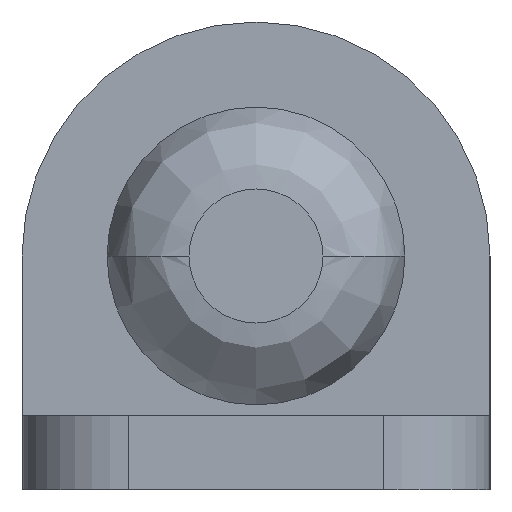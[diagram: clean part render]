
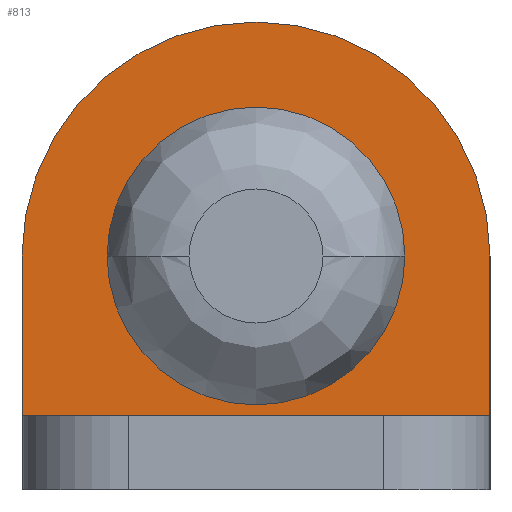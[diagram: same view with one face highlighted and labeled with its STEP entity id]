
A CAD part, left-side view. The second image highlights one B-rep face of the part: STEP entity #813.
In plain terms, the highlighted planar face has unit normal (-1, 0, 0).
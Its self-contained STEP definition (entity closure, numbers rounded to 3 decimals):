
#496=CARTESIAN_POINT('POINT23',(26.,-14.,22.));
#497=VERTEX_POINT('VERTEX23',#496);
#504=CARTESIAN_POINT('POINT24',(26.,14.,22.));
#505=VERTEX_POINT('VERTEX24',#504);
#506=CARTESIAN_POINT('POS37',(26.,0.,22.));
#507=DIRECTION('DIR59',(1.,0.,0.));
#508=DIRECTION('DIR60',(0.,-1.,0.));
#509=AXIS2_PLACEMENT_3D('AXIS23',#506,#507,#508);
#510=CIRCLE('ELLIPSE15',#509,14.);
#511=EDGE_CURVE('EDGE34',#505,#497,#510,.T.);
#531=EDGE_CURVE('EDGE36',#497,#505,#510,.T.);
#745=CARTESIAN_POINT('POINT37',(26.,22.,7.));
#746=VERTEX_POINT('VERTEX37',#745);
#756=CARTESIAN_POINT('POINT38',(26.,-22.,7.
   ));
#757=VERTEX_POINT('VERTEX38',#756);
#764=CARTESIAN_POINT('POS67',(26.,0.,7.));
#765=DIRECTION('DIR103',(0.,-1.,0.));
#766=VECTOR('VEC31',#765,25.4);
#767=LINE('STRAIGHT31',#764,#766);
#768=EDGE_CURVE('EDGE57',#746,#757,#767,.T.);
#778=ORIENTED_EDGE('COEDGE101',*,*,#531,.T.);
#779=ORIENTED_EDGE('COEDGE102',*,*,#511,.T.);
#780=EDGE_LOOP('NONE',(#778,#779));
#781=FACE_BOUND('LOOP1',#780,.T.);
#782=ORIENTED_EDGE('COEDGE103',*,*,#768,.T.);
#783=CARTESIAN_POINT('POINT39',(26.,-22.,22.));
#784=VERTEX_POINT('VERTEX39',#783);
#785=CARTESIAN_POINT('POS69',(26.,-22.,0.));
#786=DIRECTION('DIR106',(0.,0.,-1.));
#787=VECTOR('VEC32',#786,1.);
#788=LINE('STRAIGHT32',#785,#787);
#789=EDGE_CURVE('EDGE58',#784,#757,#788,.T.);
#790=ORIENTED_EDGE('COEDGE104',*,*,#789,.F.);
#791=CARTESIAN_POINT('POINT40',(26.,22.,22.));
#792=VERTEX_POINT('VERTEX40',#791);
#793=CARTESIAN_POINT('POS70',(26.,0.,22.));
#794=DIRECTION('DIR107',(1.,0.,0.));
#795=DIRECTION('DIR108',(0.,-1.,0.));
#796=AXIS2_PLACEMENT_3D('AXIS38',#793,#794,#795);
#797=CIRCLE('ELLIPSE21',#796,22.);
#798=EDGE_CURVE('EDGE59',#792,#784,#797,.T.);
#799=ORIENTED_EDGE('COEDGE105',*,*,#798,.F.);
#800=CARTESIAN_POINT('POS71',(26.,22.,22.));
#801=DIRECTION('DIR109',(0.,0.,1.));
#802=VECTOR('VEC33',#801,1.);
#803=LINE('STRAIGHT33',#800,#802);
#804=EDGE_CURVE('EDGE60',#746,#792,#803,.T.);
#805=ORIENTED_EDGE('COEDGE106',*,*,#804,.F.);
#806=EDGE_LOOP('NONE',(#782,#790,#799,#805));
#807=FACE_BOUND('LOOP1',#806,.T.);
#808=CARTESIAN_POINT('POS72',(26.,0.,
   18.788));
#809=DIRECTION('DIR110',(-1.,0.,0.));
#810=DIRECTION('DIR111',(0.,1.,0.));
#811=AXIS2_PLACEMENT_3D('AXIS39',#808,#809,#810);
#812=PLANE('PLANE11',#811);
#813=ADVANCED_FACE('FACE24',(#781,#807),#812,.T.);
